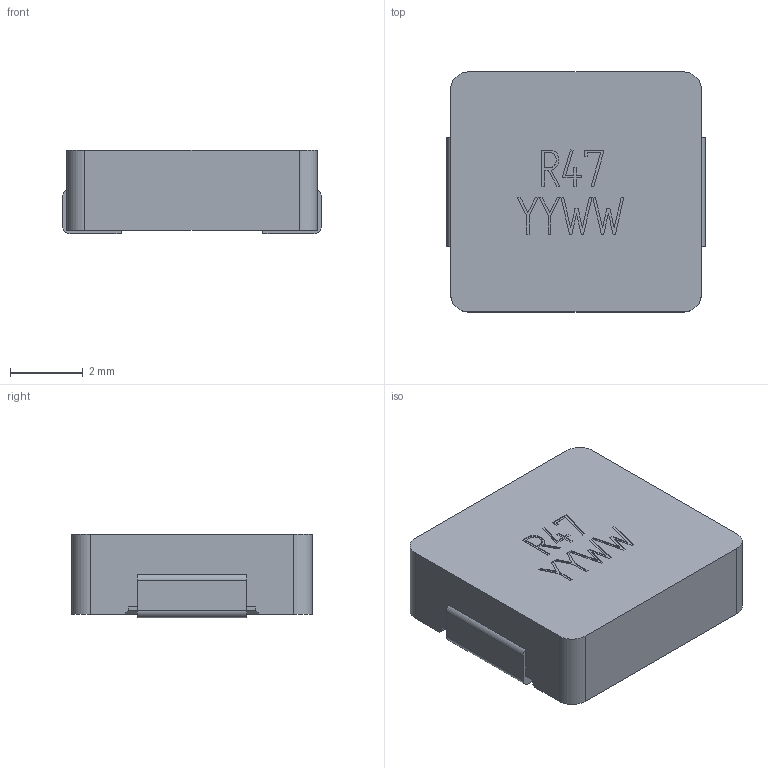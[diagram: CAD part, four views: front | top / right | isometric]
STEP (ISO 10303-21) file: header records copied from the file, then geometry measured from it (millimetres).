
FILE_DESCRIPTION(/* description */ ('Unknown'),/* implementation_level */ '2;1');
FILE_NAME(/* name */ 'HA72L-0624',/* time_stamp */ '2021-10-25T14:51:12+08:00',/* author */ ('Unknown'),/* organization */ ('Unknown'),/* preprocessor_version */ 'ST-DEVELOPER v16.7',/* originating_system */ 'Solid Edge',/* authorisation */ 'Unknown');
FILE_SCHEMA (('AUTOMOTIVE_DESIGN {1 0 10303 214 3 1 1}'));
Length unit declared in the file: millimetre
Products named in the file (1): HA72L-0624
Bounding box: 7.1 x 6.6 x 2.3 mm (x, y, z)
Volume: 100.4 mm3; surface area: 155.5 mm2
Topology: 1 solids, 1 shells, 125 faces, 341 edges, 226 vertices
Faces by surface type: plane 114, cylinder 8, bspline 3
Entity records: 4792 total; most frequent: CARTESIAN_POINT 880, ORIENTED_EDGE 682, DIRECTION 521, EDGE_CURVE 341, LINE 243, VECTOR 243, VERTEX_POINT 226, AXIS2_PLACEMENT_3D 139
